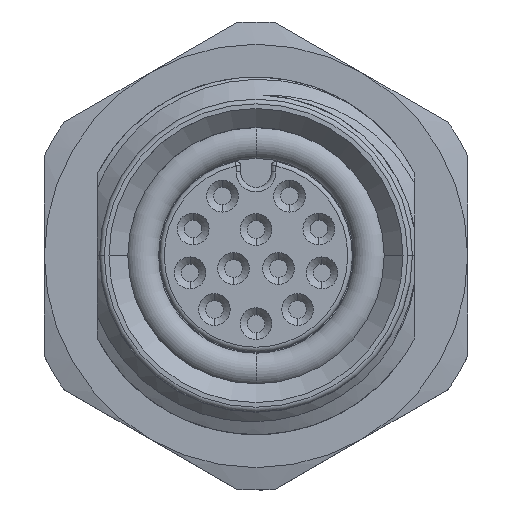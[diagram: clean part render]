
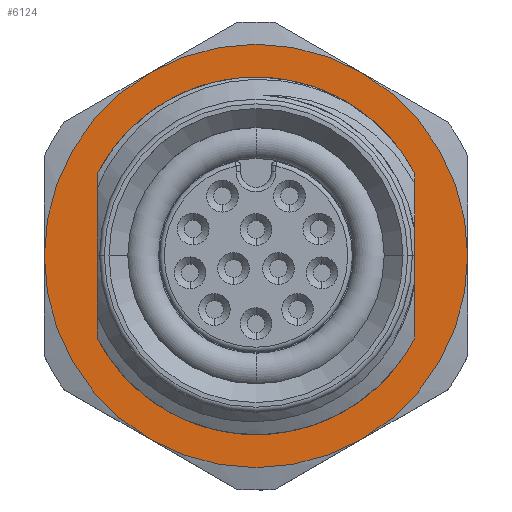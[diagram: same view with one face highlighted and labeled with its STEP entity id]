
A CAD part, top view. The second image highlights one B-rep face of the part: STEP entity #6124.
In plain terms, the highlighted planar face has unit normal (0, 0, 1).
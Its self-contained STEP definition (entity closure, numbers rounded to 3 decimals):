
#1008=DIRECTION('',(0.,1.,0.));
#1009=VECTOR('',#1008,6.823);
#1010=CARTESIAN_POINT('',(-6.75,-3.33,-10.9));
#1011=LINE('',#1010,#1009);
#1016=CARTESIAN_POINT('',(0.,0.,-10.9));
#1017=DIRECTION('',(0.,0.,-1.));
#1018=DIRECTION('',(0.5,0.866,0.));
#1019=AXIS2_PLACEMENT_3D('',#1016,#1017,#1018);
#1021=CARTESIAN_POINT('',(0.,0.,-10.9));
#1022=DIRECTION('',(0.,0.,-1.));
#1023=DIRECTION('',(1.,0.,0.));
#1024=AXIS2_PLACEMENT_3D('',#1021,#1022,#1023);
#1026=CARTESIAN_POINT('',(0.,0.,-10.9));
#1027=DIRECTION('',(0.,0.,-1.));
#1028=DIRECTION('',(-0.5,-0.866,0.));
#1029=AXIS2_PLACEMENT_3D('',#1026,#1027,#1028);
#1031=CARTESIAN_POINT('',(0.,0.,-10.9));
#1032=DIRECTION('',(0.,0.,-1.));
#1033=DIRECTION('',(-1.,0.,0.));
#1034=AXIS2_PLACEMENT_3D('',#1031,#1032,#1033);
#1105=CARTESIAN_POINT('',(0.,0.,-10.9));
#1106=DIRECTION('',(0.,0.,-1.));
#1107=DIRECTION('',(-0.888,0.46,0.));
#1108=AXIS2_PLACEMENT_3D('',#1105,#1106,#1107);
#1200=CARTESIAN_POINT('',(4.207,-5.389,-10.9));
#1201=CARTESIAN_POINT('',(4.067,-5.512,-10.9));
#1202=CARTESIAN_POINT('',(3.776,-5.746,-10.9));
#1203=CARTESIAN_POINT('',(3.31,-6.063,-10.9));
#1204=CARTESIAN_POINT('',(2.819,-6.341,-10.9));
#1205=CARTESIAN_POINT('',(2.305,-6.579,-10.9));
#1206=CARTESIAN_POINT('',(1.771,-6.775,-10.9));
#1207=CARTESIAN_POINT('',(1.222,-6.927,-10.9));
#1208=CARTESIAN_POINT('',(0.659,-7.035,-10.9));
#1209=CARTESIAN_POINT('',(0.089,-7.097,-10.9));
#1210=CARTESIAN_POINT('',(-0.488,-7.112,-10.9));
#1211=CARTESIAN_POINT('',(-1.065,-7.081,-10.9));
#1212=CARTESIAN_POINT('',(-1.639,-7.002,-10.9));
#1213=CARTESIAN_POINT('',(-2.208,-6.877,-10.9));
#1214=CARTESIAN_POINT('',(-2.765,-6.707,-10.9));
#1215=CARTESIAN_POINT('',(-3.31,-6.49,-10.9));
#1216=CARTESIAN_POINT('',(-3.837,-6.23,-10.9));
#1217=CARTESIAN_POINT('',(-4.343,-5.928,-10.9));
#1218=CARTESIAN_POINT('',(-4.824,-5.584,-10.9));
#1219=CARTESIAN_POINT('',(-5.277,-5.202,-10.9));
#1220=CARTESIAN_POINT('',(-5.701,-4.783,-10.9));
#1221=CARTESIAN_POINT('',(-6.09,-4.331,-10.9));
#1222=CARTESIAN_POINT('',(-6.443,-3.847,-10.9));
#1223=CARTESIAN_POINT('',(-6.652,-3.506,-10.9));
#1224=CARTESIAN_POINT('',(-6.75,-3.33,-10.9));
#1257=DIRECTION('',(0.,-1.,0.));
#1258=VECTOR('',#1257,2.172);
#1259=CARTESIAN_POINT('',(6.75,1.086,-10.9));
#1260=LINE('',#1259,#1258);
#1369=CARTESIAN_POINT('',(5.389,4.207,-10.9));
#1370=CARTESIAN_POINT('',(5.49,4.078,-10.9));
#1371=CARTESIAN_POINT('',(5.682,3.813,-10.9));
#1372=CARTESIAN_POINT('',(5.942,3.394,-10.9));
#1373=CARTESIAN_POINT('',(6.17,2.959,-10.9));
#1374=CARTESIAN_POINT('',(6.367,2.508,-10.9));
#1375=CARTESIAN_POINT('',(6.53,2.044,-10.9));
#1376=CARTESIAN_POINT('',(6.66,1.57,-10.9));
#1377=CARTESIAN_POINT('',(6.724,1.248,-10.9));
#1378=CARTESIAN_POINT('',(6.75,1.086,-10.9));
#1425=CARTESIAN_POINT('',(6.75,-1.086,-10.9));
#1426=CARTESIAN_POINT('',(6.723,-1.255,-10.9));
#1427=CARTESIAN_POINT('',(6.656,-1.589,-10.9));
#1428=CARTESIAN_POINT('',(6.518,-2.083,-10.9));
#1429=CARTESIAN_POINT('',(6.345,-2.564,-10.9));
#1430=CARTESIAN_POINT('',(6.135,-3.031,-10.9));
#1431=CARTESIAN_POINT('',(5.891,-3.482,-10.9));
#1432=CARTESIAN_POINT('',(5.615,-3.912,-10.9));
#1433=CARTESIAN_POINT('',(5.306,-4.321,-10.9));
#1434=CARTESIAN_POINT('',(4.968,-4.706,-10.9));
#1435=CARTESIAN_POINT('',(4.603,-5.064,-10.9));
#1436=CARTESIAN_POINT('',(4.342,-5.284,-10.9));
#1437=CARTESIAN_POINT('',(4.207,-5.389,-10.9));
#1594=CARTESIAN_POINT('',(-6.613,3.745,-10.9));
#1595=CARTESIAN_POINT('',(-6.508,3.911,-10.9));
#1596=CARTESIAN_POINT('',(-6.284,4.234,-10.9));
#1597=CARTESIAN_POINT('',(-5.913,4.69,-10.9));
#1598=CARTESIAN_POINT('',(-5.509,5.114,-10.9));
#1599=CARTESIAN_POINT('',(-5.074,5.505,-10.9));
#1600=CARTESIAN_POINT('',(-4.612,5.859,-10.9));
#1601=CARTESIAN_POINT('',(-4.125,6.175,-10.9));
#1602=CARTESIAN_POINT('',(-3.616,6.452,-10.9));
#1603=CARTESIAN_POINT('',(-3.089,6.686,-10.9));
#1604=CARTESIAN_POINT('',(-2.546,6.879,-10.9));
#1605=CARTESIAN_POINT('',(-1.993,7.028,-10.9));
#1606=CARTESIAN_POINT('',(-1.43,7.132,-10.9));
#1607=CARTESIAN_POINT('',(-0.863,7.192,-10.9));
#1608=CARTESIAN_POINT('',(-0.296,7.207,-10.9));
#1609=CARTESIAN_POINT('',(0.271,7.177,-10.9));
#1610=CARTESIAN_POINT('',(0.83,7.104,-10.9));
#1611=CARTESIAN_POINT('',(1.381,6.986,-10.9));
#1612=CARTESIAN_POINT('',(1.919,6.826,-10.9));
#1613=CARTESIAN_POINT('',(2.44,6.625,-10.9));
#1614=CARTESIAN_POINT('',(2.943,6.383,-10.9));
#1615=CARTESIAN_POINT('',(3.422,6.105,-10.9));
#1616=CARTESIAN_POINT('',(3.878,5.789,-10.9));
#1617=CARTESIAN_POINT('',(4.305,5.439,-10.9));
#1618=CARTESIAN_POINT('',(4.701,5.059,-10.9));
#1619=CARTESIAN_POINT('',(5.066,4.647,-10.9));
#1620=CARTESIAN_POINT('',(5.285,4.357,-10.9));
#1621=CARTESIAN_POINT('',(5.389,4.207,-10.9));
#3737=CARTESIAN_POINT('',(0.,0.,-10.9));
#3738=DIRECTION('',(0.,0.,1.));
#3739=DIRECTION('',(-0.5,-0.866,0.));
#3740=AXIS2_PLACEMENT_3D('',#3737,#3738,#3739);
#3742=CARTESIAN_POINT('',(0.,0.,-10.9));
#3743=DIRECTION('',(0.,0.,1.));
#3744=DIRECTION('',(0.5,0.866,0.));
#3745=AXIS2_PLACEMENT_3D('',#3742,#3743,#3744);
#4301=CARTESIAN_POINT('',(-6.75,3.492,-10.9));
#4302=CARTESIAN_POINT('',(-6.613,3.745,-10.9));
#4303=VERTEX_POINT('',#4301);
#4304=VERTEX_POINT('',#4302);
#4305=VERTEX_POINT('',#1200);
#4306=VERTEX_POINT('',#1224);
#4307=VERTEX_POINT('',#1369);
#4308=VERTEX_POINT('',#1378);
#4309=VERTEX_POINT('',#1425);
#4322=CARTESIAN_POINT('',(4.5,7.794,-10.9));
#4323=CARTESIAN_POINT('',(9.,0.,-10.9));
#4324=VERTEX_POINT('',#4322);
#4325=VERTEX_POINT('',#4323);
#4326=CARTESIAN_POINT('',(4.5,-7.794,-10.9));
#4327=VERTEX_POINT('',#4326);
#4328=CARTESIAN_POINT('',(-4.5,-7.794,-10.9));
#4329=CARTESIAN_POINT('',(-9.,0.,-10.9));
#4330=VERTEX_POINT('',#4328);
#4331=VERTEX_POINT('',#4329);
#4332=CARTESIAN_POINT('',(-4.5,7.794,-10.9));
#4333=VERTEX_POINT('',#4332);
#6090=CARTESIAN_POINT('',(0.,0.,-10.9));
#6091=DIRECTION('',(0.,0.,1.));
#6092=DIRECTION('',(1.,0.,0.));
#6093=AXIS2_PLACEMENT_3D('',#6090,#6091,#6092);
#6094=PLANE('',#6093);
#6096=ORIENTED_EDGE('',*,*,#6095,.F.);
#6098=ORIENTED_EDGE('',*,*,#6097,.T.);
#6100=ORIENTED_EDGE('',*,*,#6099,.T.);
#6102=ORIENTED_EDGE('',*,*,#6101,.F.);
#6104=ORIENTED_EDGE('',*,*,#6103,.T.);
#6106=ORIENTED_EDGE('',*,*,#6105,.T.);
#6107=EDGE_LOOP('',(#6096,#6098,#6100,#6102,#6104,#6106));
#6108=FACE_OUTER_BOUND('',#6107,.F.);
#6110=ORIENTED_EDGE('',*,*,#6109,.F.);
#6111=ORIENTED_EDGE('',*,*,#6014,.F.);
#6113=ORIENTED_EDGE('',*,*,#6112,.F.);
#6115=ORIENTED_EDGE('',*,*,#6114,.F.);
#6117=ORIENTED_EDGE('',*,*,#6116,.F.);
#6119=ORIENTED_EDGE('',*,*,#6118,.F.);
#6121=ORIENTED_EDGE('',*,*,#6120,.F.);
#6122=EDGE_LOOP('',(#6110,#6111,#6113,#6115,#6117,#6119,#6121));
#6123=FACE_BOUND('',#6122,.F.);
#1020=CIRCLE('',#1019,9.);
#1025=CIRCLE('',#1024,9.);
#1030=CIRCLE('',#1029,9.);
#1035=CIRCLE('',#1034,9.);
#1109=CIRCLE('',#1108,7.6);
#1225=B_SPLINE_CURVE_WITH_KNOTS('',3,(#1200,#1201,#1202,#1203,#1204,#1205,#1206,
#1207,#1208,#1209,#1210,#1211,#1212,#1213,#1214,#1215,#1216,#1217,#1218,#1219,
#1220,#1221,#1222,#1223,#1224),.UNSPECIFIED.,.F.,.F.,(4,1,1,1,1,1,1,1,1,1,1,1,1,
1,1,1,1,1,1,1,1,1,4),(0.,0.045,0.091,
0.136,0.182,0.227,0.273,
0.318,0.364,0.409,0.455,0.5,
0.545,0.591,0.636,0.682,
0.727,0.773,0.818,0.864,
0.909,0.955,1.),.UNSPECIFIED.);
#1379=B_SPLINE_CURVE_WITH_KNOTS('',3,(#1369,#1370,#1371,#1372,#1373,#1374,#1375,
#1376,#1377,#1378),.UNSPECIFIED.,.F.,.F.,(4,1,1,1,1,1,1,4),(0.,
0.143,0.286,0.429,0.571,
0.714,0.857,1.),.UNSPECIFIED.);
#1438=B_SPLINE_CURVE_WITH_KNOTS('',3,(#1425,#1426,#1427,#1428,#1429,#1430,#1431,
#1432,#1433,#1434,#1435,#1436,#1437),.UNSPECIFIED.,.F.,.F.,(4,1,1,1,1,1,1,1,1,1,
4),(0.,0.1,0.2,0.3,0.4,0.5,0.6,0.7,0.8,0.9,1.),
.UNSPECIFIED.);
#1622=B_SPLINE_CURVE_WITH_KNOTS('',3,(#1594,#1595,#1596,#1597,#1598,#1599,#1600,
#1601,#1602,#1603,#1604,#1605,#1606,#1607,#1608,#1609,#1610,#1611,#1612,#1613,
#1614,#1615,#1616,#1617,#1618,#1619,#1620,#1621),.UNSPECIFIED.,.F.,.F.,(4,1,1,1,
1,1,1,1,1,1,1,1,1,1,1,1,1,1,1,1,1,1,1,1,1,4),(0.,0.04,0.08,0.12,0.16,
0.2,0.24,0.28,0.32,0.36,0.4,0.44,0.48,0.52,0.56,0.6,
0.64,0.68,0.72,0.76,0.8,0.84,0.88,0.92,0.96,1.),
.UNSPECIFIED.);
#3741=CIRCLE('',#3740,9.);
#3746=CIRCLE('',#3745,9.);
#6014=EDGE_CURVE('',#4306,#4303,#1011,.T.);
#6095=EDGE_CURVE('',#4324,#4333,#3746,.T.);
#6097=EDGE_CURVE('',#4324,#4325,#1020,.T.);
#6099=EDGE_CURVE('',#4325,#4327,#1025,.T.);
#6101=EDGE_CURVE('',#4330,#4327,#3741,.T.);
#6103=EDGE_CURVE('',#4330,#4331,#1030,.T.);
#6105=EDGE_CURVE('',#4331,#4333,#1035,.T.);
#6109=EDGE_CURVE('',#4303,#4304,#1109,.T.);
#6112=EDGE_CURVE('',#4305,#4306,#1225,.T.);
#6114=EDGE_CURVE('',#4309,#4305,#1438,.T.);
#6116=EDGE_CURVE('',#4308,#4309,#1260,.T.);
#6118=EDGE_CURVE('',#4307,#4308,#1379,.T.);
#6120=EDGE_CURVE('',#4304,#4307,#1622,.T.);
#6124=ADVANCED_FACE('',(#6108,#6123),#6094,.T.);
